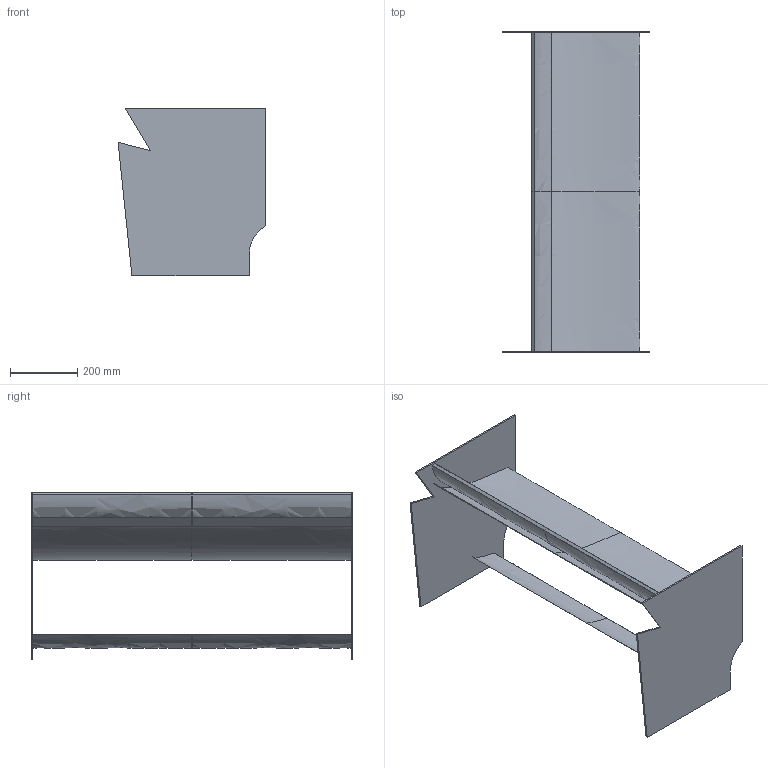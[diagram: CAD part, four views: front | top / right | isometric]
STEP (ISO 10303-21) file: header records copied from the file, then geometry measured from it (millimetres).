
FILE_DESCRIPTION(('CATIA V5 STEP Exchange'),'2;1');
FILE_NAME('Rear Wing.stp','2019-12-23T13:56:15+00:00',('none'),('none'),'CATIA Version 5 Release 17 (IN-10)','CATIA V5 STEP AP203','none');
FILE_SCHEMA(('CONFIG_CONTROL_DESIGN'));
Length unit declared in the file: millimetre
Products named in the file (5): Rear Wing; R_Main_As; R_Sub_As; Symmetry of R_Sub_As; Symmetry of R_Main_As
Assembly tree (16 placements, depth 3):
  Rear Wing
    #56
    R_Main_As
      #369
      #2402
    R_Sub_As
      #2598
      #4631
    #4821
    #6854
    Symmetry of R_Sub_As
      #7167
      #9200
    #9390
    Symmetry of R_Main_As
      #11429
      #13462
Bounding box: 441.25 x 960 x 500 mm (x, y, z)
Volume: 10812353.8 mm3; surface area: 1948485.5 mm2
Topology: 12 solids, 12 shells, 74 faces, 138 edges, 88 vertices
Faces by surface type: plane 60, bspline 12, cylinder 2
Entity records: 13611 total; most frequent: CARTESIAN_POINT 11906, DIRECTION 284, ORIENTED_EDGE 276, EDGE_CURVE 138, AXIS2_PLACEMENT_3D 98, VECTOR 92, LINE 92, VERTEX_POINT 88
